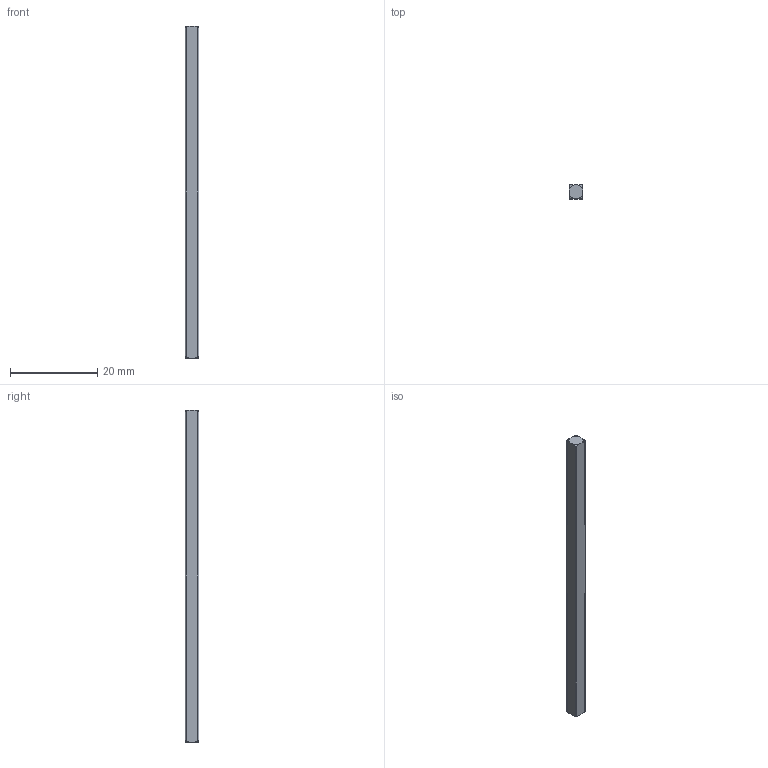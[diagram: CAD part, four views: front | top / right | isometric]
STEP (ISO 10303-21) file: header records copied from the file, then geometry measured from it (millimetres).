
FILE_DESCRIPTION(/* description */ (''),/* implementation_level */ '2;1');
FILE_NAME(/* name */ 'Drive Shaft (Square Bar) 3''''_MIR_MIR.ipt.step',/* time_stamp */ '2020-04-16T22:53:38-04:00',/* author */ ('Jordan'),/* organization */ (''),/* preprocessor_version */ 'ST-DEVELOPER v17',/* originating_system */ 'Autodesk Inventor 2019',/* authorisation */ '');
FILE_SCHEMA (('AUTOMOTIVE_DESIGN { 1 0 10303 214 3 1 1 }'));
Length unit declared in the file: inch
Products named in the file (1): Drive Shaft (Square Bar) 3''_MIR_MIR
Bounding box: 3.17 x 3.17 x 76.2 mm (x, y, z)
Volume: 763.9 mm3; surface area: 953.6 mm2
Topology: 1 solids, 1 shells, 18 faces, 49 edges, 33 vertices
Faces by surface type: torus 8, plane 6, cylinder 4
Entity records: 819 total; most frequent: CARTESIAN_POINT 332, ORIENTED_EDGE 96, DIRECTION 72, EDGE_CURVE 48, VERTEX_POINT 32, AXIS2_PLACEMENT_3D 28, B_SPLINE_CURVE_WITH_KNOTS 24, STYLED_ITEM 20
